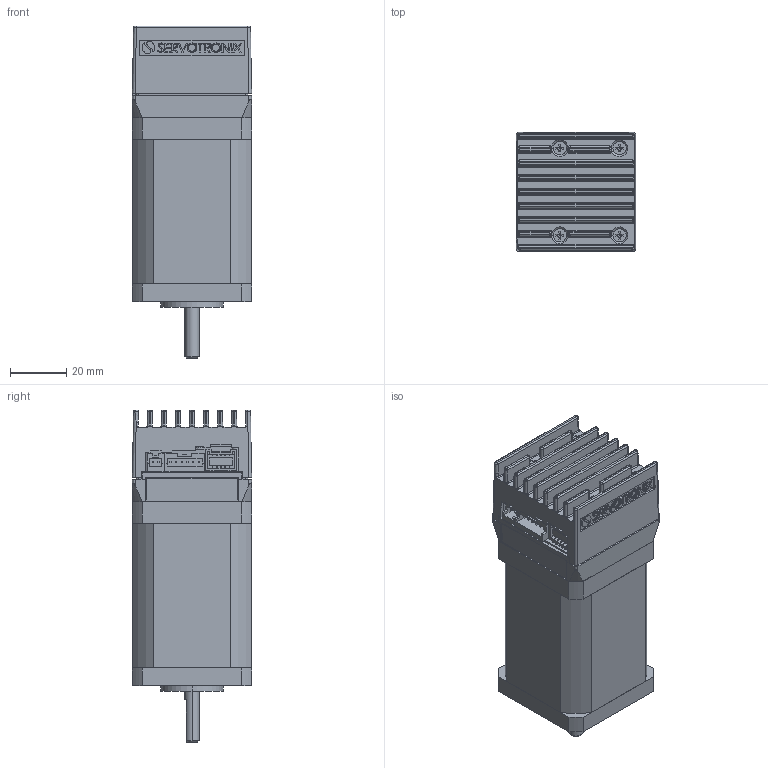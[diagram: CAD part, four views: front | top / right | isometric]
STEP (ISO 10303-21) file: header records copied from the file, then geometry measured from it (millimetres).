
FILE_DESCRIPTION (( 'STEP AP203' ), '1' );
FILE_NAME ('stepIM_IST-17L12CO10.STEP', '2018-03-21T15:16:11', ( 'owner' ), ( '' ), 'SwSTEP 2.0', 'SolidWorks 2013', '' );
FILE_SCHEMA (( 'CONFIG_CONTROL_DESIGN' ));
Products named in the file (1): stepIM_IST-17L12CO10
Bounding box: 42.31 x 42.31 x 117.8 mm (x, y, z)
Volume: 113227.4 mm3; surface area: 70030.1 mm2
Topology: 19 solids, 19 shells, 1945 faces, 5223 edges, 3403 vertices
Faces by surface type: plane 1064, cylinder 418, bspline 386, cone 65, torus 10, sphere 2
Entity records: 72376 total; most frequent: CARTESIAN_POINT 26441, ORIENTED_EDGE 10430, DIRECTION 8107, EDGE_CURVE 5215, VERTEX_POINT 3403, VECTOR 3325, LINE 3325, AXIS2_PLACEMENT_3D 2391
